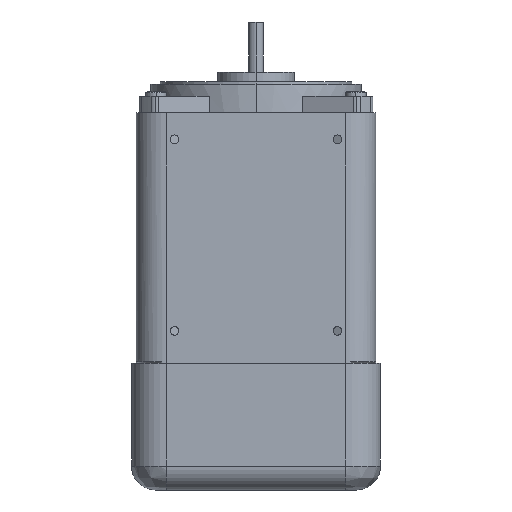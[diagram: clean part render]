
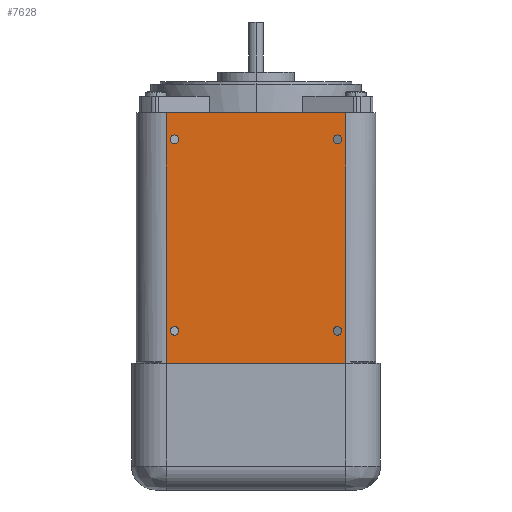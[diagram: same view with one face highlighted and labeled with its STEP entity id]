
A CAD part, left-side view. The second image highlights one B-rep face of the part: STEP entity #7628.
In plain terms, the highlighted planar face has unit normal (-1, 0, 0).
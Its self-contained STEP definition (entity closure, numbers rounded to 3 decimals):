
#227 = DIRECTION ( 'NONE',  ( 0., 0., -1. ) ) ;
#941 = AXIS2_PLACEMENT_3D ( 'NONE', #20919, #9019, #22924 ) ;
#1216 = CARTESIAN_POINT ( 'NONE',  ( -50., -34., 107.8 ) ) ;
#1589 = EDGE_CURVE ( 'NONE', #25194, #9004, #6074, .T. ) ;
#1897 = ORIENTED_EDGE ( 'NONE', *, *, #16778, .F. ) ;
#2074 = DIRECTION ( 'NONE',  ( -1., 0., 0. ) ) ;
#2307 = AXIS2_PLACEMENT_3D ( 'NONE', #17026, #5075, #19021 ) ;
#2548 = CARTESIAN_POINT ( 'NONE',  ( -50., 34., 107.8 ) ) ;
#2602 = CARTESIAN_POINT ( 'NONE',  ( -50., -34., 104.2 ) ) ;
#2727 = CARTESIAN_POINT ( 'NONE',  ( -50., -34., 26. ) ) ;
#3050 = CARTESIAN_POINT ( 'NONE',  ( -50., 37.5, 12.5 ) ) ;
#3572 = CARTESIAN_POINT ( 'NONE',  ( -50., 34., 24.2 ) ) ;
#3739 = CARTESIAN_POINT ( 'NONE',  ( -50., 37.5, 12.5 ) ) ;
#3897 = VERTEX_POINT ( 'NONE', #11231 ) ;
#4070 = AXIS2_PLACEMENT_3D ( 'NONE', #20542, #8628, #22526 ) ;
#5027 = CARTESIAN_POINT ( 'NONE',  ( -50., 37.5, 117. ) ) ;
#5055 = EDGE_LOOP ( 'NONE', ( #21682, #8412 ) ) ;
#5075 = DIRECTION ( 'NONE',  ( -1., 0., 0. ) ) ;
#5274 = VERTEX_POINT ( 'NONE', #2548 ) ;
#5766 = DIRECTION ( 'NONE',  ( 0., 1., 0. ) ) ;
#5791 = AXIS2_PLACEMENT_3D ( 'NONE', #24650, #15189, #7772 ) ;
#5907 = DIRECTION ( 'NONE',  ( 1., 0., 0. ) ) ;
#5937 = VERTEX_POINT ( 'NONE', #1216 ) ;
#6074 = LINE ( 'NONE', #18057, #23203 ) ;
#6384 = EDGE_LOOP ( 'NONE', ( #7873, #19789 ) ) ;
#6588 = CIRCLE ( 'NONE', #7516, 1.8 ) ;
#6707 = ORIENTED_EDGE ( 'NONE', *, *, #25490, .F. ) ;
#6724 = EDGE_CURVE ( 'NONE', #25514, #7302, #22936, .T. ) ;
#6905 = ORIENTED_EDGE ( 'NONE', *, *, #6724, .F. ) ;
#7011 = VERTEX_POINT ( 'NONE', #9151 ) ;
#7302 = VERTEX_POINT ( 'NONE', #5027 ) ;
#7447 = DIRECTION ( 'NONE',  ( -1., 0., 0. ) ) ;
#7516 = AXIS2_PLACEMENT_3D ( 'NONE', #22304, #10426, #24317 ) ;
#7628 = ADVANCED_FACE ( 'NONE', ( #18657, #24989, #15566, #25590, #16653 ), #15744, .F. ) ;
#7772 = DIRECTION ( 'NONE',  ( 0., 0., 1. ) ) ;
#7873 = ORIENTED_EDGE ( 'NONE', *, *, #19952, .F. ) ;
#7990 = EDGE_CURVE ( 'NONE', #20895, #5937, #23183, .T. ) ;
#8370 = EDGE_CURVE ( 'NONE', #24842, #3897, #18540, .T. ) ;
#8412 = ORIENTED_EDGE ( 'NONE', *, *, #8370, .F. ) ;
#8454 = AXIS2_PLACEMENT_3D ( 'NONE', #14084, #2074, #16078 ) ;
#8628 = DIRECTION ( 'NONE',  ( -1., 0., 0. ) ) ;
#9004 = VERTEX_POINT ( 'NONE', #13655 ) ;
#9019 = DIRECTION ( 'NONE',  ( -1., 0., 0. ) ) ;
#9142 = VERTEX_POINT ( 'NONE', #20023 ) ;
#9151 = CARTESIAN_POINT ( 'NONE',  ( -50., 34., 104.2 ) ) ;
#10080 = CIRCLE ( 'NONE', #22827, 1.8 ) ;
#10426 = DIRECTION ( 'NONE',  ( -1., 0., 0. ) ) ;
#10542 = DIRECTION ( 'NONE',  ( 0., 1., 0. ) ) ;
#10625 = CARTESIAN_POINT ( 'NONE',  ( -50., 37.5, 117. ) ) ;
#10883 = CIRCLE ( 'NONE', #4070, 1.8 ) ;
#10965 = CARTESIAN_POINT ( 'NONE',  ( -50., -37.5, 117. ) ) ;
#11231 = CARTESIAN_POINT ( 'NONE',  ( -50., -34., 27.8 ) ) ;
#11606 = CIRCLE ( 'NONE', #8454, 1.8 ) ;
#11609 = VECTOR ( 'NONE', #24862, 1000. ) ;
#12090 = VECTOR ( 'NONE', #21713, 1000. ) ;
#12179 = CIRCLE ( 'NONE', #2307, 1.8 ) ;
#12729 = LINE ( 'NONE', #3739, #17382 ) ;
#13336 = DIRECTION ( 'NONE',  ( 0., 0., 1. ) ) ;
#13655 = CARTESIAN_POINT ( 'NONE',  ( -50., -37.5, 12.5 ) ) ;
#14084 = CARTESIAN_POINT ( 'NONE',  ( -50., 34., 26. ) ) ;
#14672 = AXIS2_PLACEMENT_3D ( 'NONE', #2727, #16244, #13336 ) ;
#14822 = AXIS2_PLACEMENT_3D ( 'NONE', #18277, #5907, #10542 ) ;
#14828 = ORIENTED_EDGE ( 'NONE', *, *, #22729, .F. ) ;
#14849 = ORIENTED_EDGE ( 'NONE', *, *, #21367, .F. ) ;
#15189 = DIRECTION ( 'NONE',  ( -1., 0., 0. ) ) ;
#15550 = VERTEX_POINT ( 'NONE', #3572 ) ;
#15566 = FACE_BOUND ( 'NONE', #18114, .T. ) ;
#15742 = ORIENTED_EDGE ( 'NONE', *, *, #24966, .T. ) ;
#15744 = PLANE ( 'NONE',  #14822 ) ;
#16078 = DIRECTION ( 'NONE',  ( 0., 0., 1. ) ) ;
#16244 = DIRECTION ( 'NONE',  ( -1., 0., 0. ) ) ;
#16653 = FACE_BOUND ( 'NONE', #5055, .T. ) ;
#16778 = EDGE_CURVE ( 'NONE', #15550, #9142, #11606, .T. ) ;
#17026 = CARTESIAN_POINT ( 'NONE',  ( -50., 34., 26. ) ) ;
#17382 = VECTOR ( 'NONE', #5766, 1000. ) ;
#18057 = CARTESIAN_POINT ( 'NONE',  ( -50., -37.5, 117. ) ) ;
#18114 = EDGE_LOOP ( 'NONE', ( #25382, #1897 ) ) ;
#18277 = CARTESIAN_POINT ( 'NONE',  ( -50., 37.5, 117. ) ) ;
#18540 = CIRCLE ( 'NONE', #14672, 1.8 ) ;
#18657 = FACE_OUTER_BOUND ( 'NONE', #25666, .T. ) ;
#19021 = DIRECTION ( 'NONE',  ( 0., 0., 1. ) ) ;
#19423 = CARTESIAN_POINT ( 'NONE',  ( -50., -34., 26. ) ) ;
#19732 = CARTESIAN_POINT ( 'NONE',  ( -50., -37.5, 117. ) ) ;
#19789 = ORIENTED_EDGE ( 'NONE', *, *, #7990, .F. ) ;
#19952 = EDGE_CURVE ( 'NONE', #5937, #20895, #6588, .T. ) ;
#20023 = CARTESIAN_POINT ( 'NONE',  ( -50., 34., 27.8 ) ) ;
#20523 = CARTESIAN_POINT ( 'NONE',  ( -50., -34., 24.2 ) ) ;
#20542 = CARTESIAN_POINT ( 'NONE',  ( -50., 34., 106. ) ) ;
#20776 = EDGE_LOOP ( 'NONE', ( #6707, #14849 ) ) ;
#20895 = VERTEX_POINT ( 'NONE', #2602 ) ;
#20919 = CARTESIAN_POINT ( 'NONE',  ( -50., 34., 106. ) ) ;
#21367 = EDGE_CURVE ( 'NONE', #7011, #5274, #10883, .T. ) ;
#21392 = DIRECTION ( 'NONE',  ( 0., 0., 1. ) ) ;
#21682 = ORIENTED_EDGE ( 'NONE', *, *, #24581, .F. ) ;
#21713 = DIRECTION ( 'NONE',  ( 0., 0., 1. ) ) ;
#22145 = LINE ( 'NONE', #10965, #11609 ) ;
#22304 = CARTESIAN_POINT ( 'NONE',  ( -50., -34., 106. ) ) ;
#22526 = DIRECTION ( 'NONE',  ( 0., 0., 1. ) ) ;
#22729 = EDGE_CURVE ( 'NONE', #9004, #25514, #12729, .T. ) ;
#22827 = AXIS2_PLACEMENT_3D ( 'NONE', #19423, #7447, #21392 ) ;
#22924 = DIRECTION ( 'NONE',  ( 0., 0., 1. ) ) ;
#22936 = LINE ( 'NONE', #10625, #12090 ) ;
#22958 = ORIENTED_EDGE ( 'NONE', *, *, #1589, .F. ) ;
#23183 = CIRCLE ( 'NONE', #5791, 1.8 ) ;
#23203 = VECTOR ( 'NONE', #227, 1000. ) ;
#23982 = CIRCLE ( 'NONE', #941, 1.8 ) ;
#24317 = DIRECTION ( 'NONE',  ( 0., 0., 1. ) ) ;
#24581 = EDGE_CURVE ( 'NONE', #3897, #24842, #10080, .T. ) ;
#24650 = CARTESIAN_POINT ( 'NONE',  ( -50., -34., 106. ) ) ;
#24842 = VERTEX_POINT ( 'NONE', #20523 ) ;
#24862 = DIRECTION ( 'NONE',  ( 0., 1., 0. ) ) ;
#24966 = EDGE_CURVE ( 'NONE', #25194, #7302, #22145, .T. ) ;
#24989 = FACE_BOUND ( 'NONE', #20776, .T. ) ;
#25194 = VERTEX_POINT ( 'NONE', #19732 ) ;
#25382 = ORIENTED_EDGE ( 'NONE', *, *, #25506, .F. ) ;
#25490 = EDGE_CURVE ( 'NONE', #5274, #7011, #23982, .T. ) ;
#25506 = EDGE_CURVE ( 'NONE', #9142, #15550, #12179, .T. ) ;
#25514 = VERTEX_POINT ( 'NONE', #3050 ) ;
#25590 = FACE_BOUND ( 'NONE', #6384, .T. ) ;
#25666 = EDGE_LOOP ( 'NONE', ( #22958, #15742, #6905, #14828 ) ) ;
